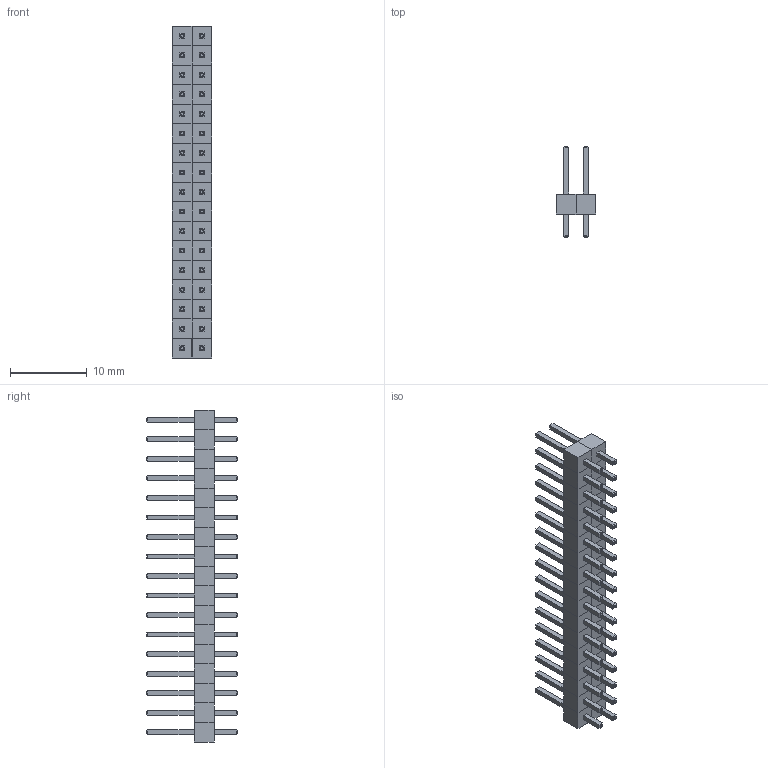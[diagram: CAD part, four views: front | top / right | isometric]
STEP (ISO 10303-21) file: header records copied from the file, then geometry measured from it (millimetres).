
FILE_DESCRIPTION(('STEP AP214'), '1');
FILE_NAME('ﾑﾍﾏ346-8ﾂﾏ21-2', '2018-11-15T13:16:13', ('UNSPECIFIED'), ('UNSPECIFIED'), 'ASCON STEP Converter 1.3', 'ASCON Math Kernel', '');
FILE_SCHEMA(('AUTOMOTIVE_DESIGN { 1 0 10303 214 3 1 1}'));
Length unit declared in the file: millimetre
Assembly tree (50 placements, depth 2):
  (unnamed)
    (unnamed)  x50
Bounding box: 5.08 x 11.8 x 43.18 mm (x, y, z)
Volume: 1013.2 mm3; surface area: 3103.1 mm2
Topology: 50 solids, 50 shells, 1300 faces, 2750 edges, 1700 vertices
Faces by surface type: plane 1250, cylinder 50
Full cylindrical faces by diameter (mm): 0.4 x50
Entity records: 2241 total; most frequent: DIRECTION 218, CARTESIAN_POINT 169, ORIENTED_EDGE 108, DATE_AND_TIME 104, CALENDAR_DATE 104, LOCAL_TIME 104, COORDINATED_UNIVERSAL_TIME_OFFSET 104, AXIS2_PLACEMENT_3D 83
